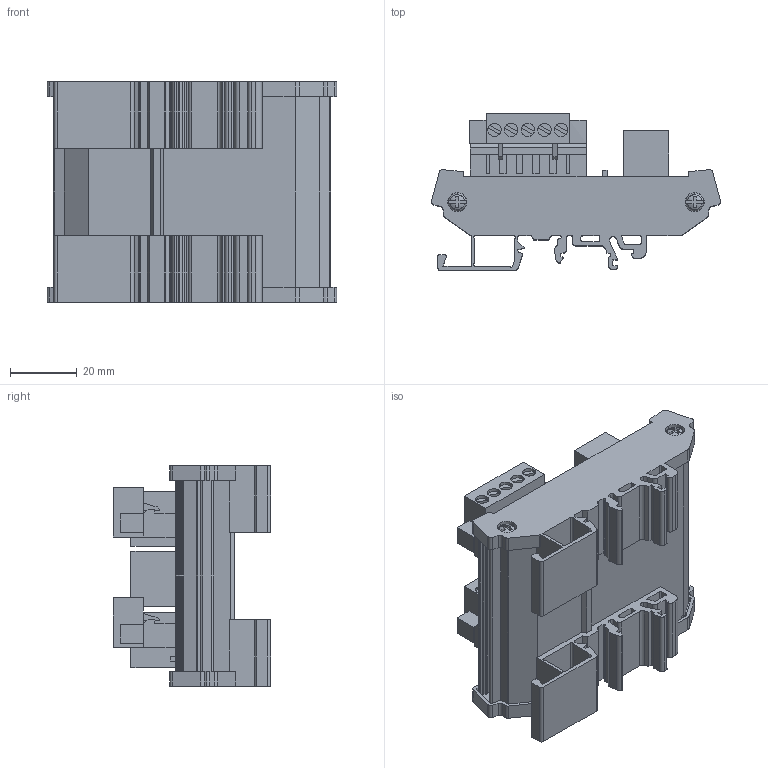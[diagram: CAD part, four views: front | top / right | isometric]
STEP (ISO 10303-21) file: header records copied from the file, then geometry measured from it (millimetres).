
FILE_DESCRIPTION(('HOOPS Exchange Step'),'2;1');
FILE_NAME('export-1713B993-C46F-4AE3-848A-8D7374BA7DCF.stp','2025-01-11T15:01:42+01:00',('Engineering'),('Alibre'),'HOOPS Exchange 2024.3','Alibre','Unknown authorisation');
FILE_SCHEMA( ('AP242_MANAGED_MODEL_BASED_3D_ENGINEERING_MIM_LF {1 0 10303 442 1 1 4 }') );
Length unit declared in the file: millimetre
Products named in the file (1): 7113 TAP-CN03 - CANopenDeviceNet distribution box (3 x RJ45)
Bounding box: 86.78 x 47.24 x 66.2 mm (x, y, z)
Volume: 101260 mm3; surface area: 43210.7 mm2
Topology: 6 solids, 6 shells, 1641 faces, 4501 edges, 2960 vertices
Faces by surface type: plane 919, cylinder 662, bspline 56, sphere 4
Entity records: 69593 total; most frequent: CARTESIAN_POINT 27740, ORIENTED_EDGE 9002, DIRECTION 7873, EDGE_CURVE 4501, VERTEX_POINT 2960, VECTOR 2923, LINE 2923, AXIS2_PLACEMENT_3D 2475
